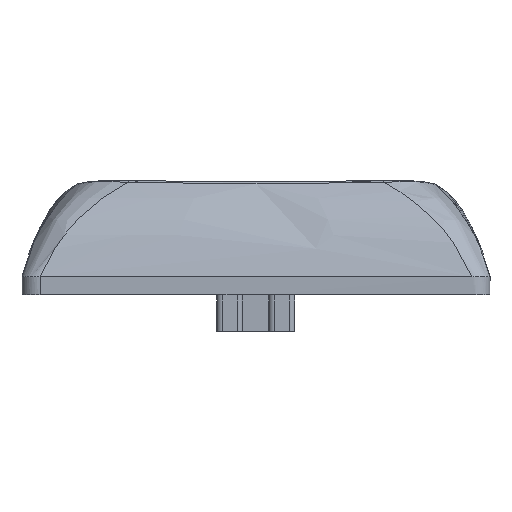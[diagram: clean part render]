
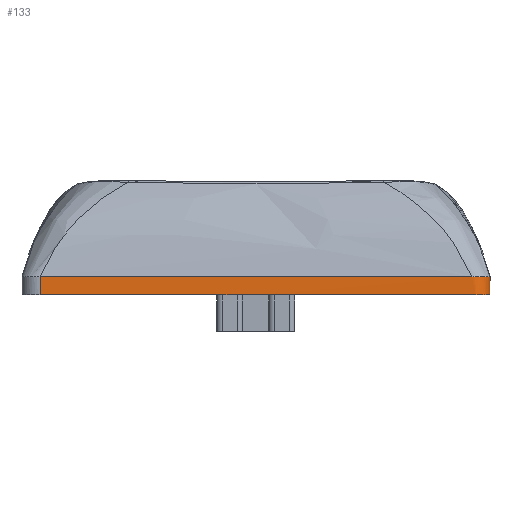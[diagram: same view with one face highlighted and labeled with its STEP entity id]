
A CAD part, left-side view. The second image highlights one B-rep face of the part: STEP entity #133.
In plain terms, the highlighted free-form (B-spline) face has degree [1, 2] with [2, 9] control points.
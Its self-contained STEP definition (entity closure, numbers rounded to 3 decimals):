
#133=ADVANCED_FACE('',(#323),#2910,.T.);
#323=FACE_OUTER_BOUND('',#517,.T.);
#517=EDGE_LOOP('',(#1192,#1193,#1194,#1195,#1196,#1197,#1198));
#1192=ORIENTED_EDGE('',*,*,#2084,.T.);
#1193=ORIENTED_EDGE('',*,*,#1983,.T.);
#1194=ORIENTED_EDGE('',*,*,#1984,.T.);
#1195=ORIENTED_EDGE('',*,*,#1985,.T.);
#1196=ORIENTED_EDGE('',*,*,#1986,.T.);
#1197=ORIENTED_EDGE('',*,*,#1952,.F.);
#1198=ORIENTED_EDGE('',*,*,#2085,.F.);
#1952=EDGE_CURVE('',#2800,#2801,#2228,.T.);
#1983=EDGE_CURVE('',#2822,#2823,#2259,.T.);
#1984=EDGE_CURVE('',#2823,#2824,#2260,.T.);
#1985=EDGE_CURVE('',#2824,#2825,#2261,.T.);
#1986=EDGE_CURVE('',#2825,#2801,#2262,.T.);
#2084=EDGE_CURVE('',#2898,#2822,#2285,.T.);
#2085=EDGE_CURVE('',#2898,#2800,#2286,.T.);
#2228=(
BOUNDED_CURVE()
B_SPLINE_CURVE(1,(#8029,#8030),.UNSPECIFIED.,.F.,.F.)
B_SPLINE_CURVE_WITH_KNOTS((2,2),(0.,0.7),.UNSPECIFIED.)
CURVE()
GEOMETRIC_REPRESENTATION_ITEM()
RATIONAL_B_SPLINE_CURVE((1.,1.))
REPRESENTATION_ITEM('')
);
#2259=(
BOUNDED_CURVE()
B_SPLINE_CURVE(2,(#8330,#8331,#8332),.UNSPECIFIED.,.F.,.F.)
B_SPLINE_CURVE_WITH_KNOTS((3,3),(68.649,69.749),
 .UNSPECIFIED.)
CURVE()
GEOMETRIC_REPRESENTATION_ITEM()
RATIONAL_B_SPLINE_CURVE((1.,0.707,1.))
REPRESENTATION_ITEM('')
);
#2260=(
BOUNDED_CURVE()
B_SPLINE_CURVE(2,(#8333,#8334,#8335),.UNSPECIFIED.,.F.,.F.)
B_SPLINE_CURVE_WITH_KNOTS((3,3),(69.749,119.599),
 .UNSPECIFIED.)
CURVE()
GEOMETRIC_REPRESENTATION_ITEM()
RATIONAL_B_SPLINE_CURVE((1.,1.,1.))
REPRESENTATION_ITEM('')
);
#2261=(
BOUNDED_CURVE()
B_SPLINE_CURVE(2,(#8336,#8337,#8338),.UNSPECIFIED.,.F.,.F.)
B_SPLINE_CURVE_WITH_KNOTS((3,3),(119.599,120.698),
 .UNSPECIFIED.)
CURVE()
GEOMETRIC_REPRESENTATION_ITEM()
RATIONAL_B_SPLINE_CURVE((1.,0.707,1.))
REPRESENTATION_ITEM('')
);
#2262=(
BOUNDED_CURVE()
B_SPLINE_CURVE(2,(#8339,#8340,#8341),.UNSPECIFIED.,.F.,.F.)
B_SPLINE_CURVE_WITH_KNOTS((3,3),(120.698,137.298),
 .UNSPECIFIED.)
CURVE()
GEOMETRIC_REPRESENTATION_ITEM()
RATIONAL_B_SPLINE_CURVE((1.,1.,1.))
REPRESENTATION_ITEM('')
);
#2285=(
BOUNDED_CURVE()
B_SPLINE_CURVE(1,(#9257,#9258),.UNSPECIFIED.,.F.,.F.)
B_SPLINE_CURVE_WITH_KNOTS((2,2),(0.,0.7),.UNSPECIFIED.)
CURVE()
GEOMETRIC_REPRESENTATION_ITEM()
RATIONAL_B_SPLINE_CURVE((1.,1.))
REPRESENTATION_ITEM('')
);
#2286=(
BOUNDED_CURVE()
B_SPLINE_CURVE(2,(#9259,#9260,#9261,#9262,#9263,#9264,#9265,#9266,#9267),
 .UNSPECIFIED.,.F.,.F.)
B_SPLINE_CURVE_WITH_KNOTS((3,2,2,2,3),(68.649,69.749,
119.599,120.698,137.298),.UNSPECIFIED.)
CURVE()
GEOMETRIC_REPRESENTATION_ITEM()
RATIONAL_B_SPLINE_CURVE((1.,0.707,1.,1.,1.,0.707,
1.,1.,1.))
REPRESENTATION_ITEM('')
);
#2800=VERTEX_POINT('',#7125);
#2801=VERTEX_POINT('',#7126);
#2822=VERTEX_POINT('',#7147);
#2823=VERTEX_POINT('',#7148);
#2824=VERTEX_POINT('',#7149);
#2825=VERTEX_POINT('',#7150);
#2898=VERTEX_POINT('',#7223);
#2910=(
BOUNDED_SURFACE()
B_SPLINE_SURFACE(1,2,((#3615,#3616,#3617,#3618,#3619,#3620,#3621,#3622,
#3623),(#3624,#3625,#3626,#3627,#3628,#3629,#3630,#3631,#3632)),
 .UNSPECIFIED.,.F.,.F.,.F.)
B_SPLINE_SURFACE_WITH_KNOTS((2,2),(3,2,2,2,3),(0.,0.7),(68.649,
69.749,119.599,120.698,137.298),
 .UNSPECIFIED.)
GEOMETRIC_REPRESENTATION_ITEM()
RATIONAL_B_SPLINE_SURFACE(((1.,0.707,1.,1.,1.,0.707,
1.,1.,1.),(1.,0.707,1.,1.,1.,0.707,1.,1.,1.)))
REPRESENTATION_ITEM('')
SURFACE()
);
#3615=CARTESIAN_POINT('',(329.5,30.7,-0.4));
#3616=CARTESIAN_POINT('',(329.5,30.,-0.4));
#3617=CARTESIAN_POINT('',(328.8,30.,-0.4));
#3618=CARTESIAN_POINT('',(303.875,30.,-0.4));
#3619=CARTESIAN_POINT('',(278.95,30.,-0.4));
#3620=CARTESIAN_POINT('',(278.25,30.,-0.4));
#3621=CARTESIAN_POINT('',(278.25,30.7,-0.4));
#3622=CARTESIAN_POINT('',(278.25,39.,-0.4));
#3623=CARTESIAN_POINT('',(278.25,47.3,-0.4));
#3624=CARTESIAN_POINT('',(329.5,30.7,0.3));
#3625=CARTESIAN_POINT('',(329.5,30.,0.3));
#3626=CARTESIAN_POINT('',(328.8,30.,0.3));
#3627=CARTESIAN_POINT('',(303.875,30.,0.3));
#3628=CARTESIAN_POINT('',(278.95,30.,0.3));
#3629=CARTESIAN_POINT('',(278.25,30.,0.3));
#3630=CARTESIAN_POINT('',(278.25,30.7,0.3));
#3631=CARTESIAN_POINT('',(278.25,39.,0.3));
#3632=CARTESIAN_POINT('',(278.25,47.3,0.3));
#7125=CARTESIAN_POINT('',(278.25,47.3,-0.4));
#7126=CARTESIAN_POINT('',(278.25,47.3,0.3));
#7147=CARTESIAN_POINT('',(329.5,30.7,0.3));
#7148=CARTESIAN_POINT('',(328.8,30.,0.3));
#7149=CARTESIAN_POINT('',(278.95,30.,0.3));
#7150=CARTESIAN_POINT('',(278.25,30.7,0.3));
#7223=CARTESIAN_POINT('',(329.5,30.7,-0.4));
#8029=CARTESIAN_POINT('',(278.25,47.3,-0.4));
#8030=CARTESIAN_POINT('',(278.25,47.3,0.3));
#8330=CARTESIAN_POINT('',(329.5,30.7,0.3));
#8331=CARTESIAN_POINT('',(329.5,30.,0.3));
#8332=CARTESIAN_POINT('',(328.8,30.,0.3));
#8333=CARTESIAN_POINT('',(328.8,30.,0.3));
#8334=CARTESIAN_POINT('',(303.875,30.,0.3));
#8335=CARTESIAN_POINT('',(278.95,30.,0.3));
#8336=CARTESIAN_POINT('',(278.95,30.,0.3));
#8337=CARTESIAN_POINT('',(278.25,30.,0.3));
#8338=CARTESIAN_POINT('',(278.25,30.7,0.3));
#8339=CARTESIAN_POINT('',(278.25,30.7,0.3));
#8340=CARTESIAN_POINT('',(278.25,39.,0.3));
#8341=CARTESIAN_POINT('',(278.25,47.3,0.3));
#9257=CARTESIAN_POINT('',(329.5,30.7,-0.4));
#9258=CARTESIAN_POINT('',(329.5,30.7,0.3));
#9259=CARTESIAN_POINT('',(329.5,30.7,-0.4));
#9260=CARTESIAN_POINT('',(329.5,30.,-0.4));
#9261=CARTESIAN_POINT('',(328.8,30.,-0.4));
#9262=CARTESIAN_POINT('',(303.875,30.,-0.4));
#9263=CARTESIAN_POINT('',(278.95,30.,-0.4));
#9264=CARTESIAN_POINT('',(278.25,30.,-0.4));
#9265=CARTESIAN_POINT('',(278.25,30.7,-0.4));
#9266=CARTESIAN_POINT('',(278.25,39.,-0.4));
#9267=CARTESIAN_POINT('',(278.25,47.3,-0.4));
